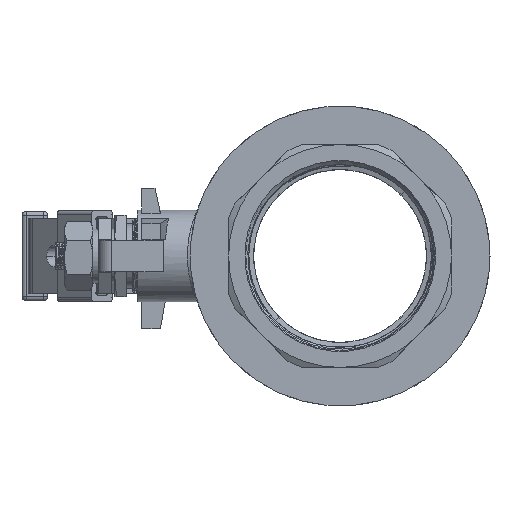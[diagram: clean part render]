
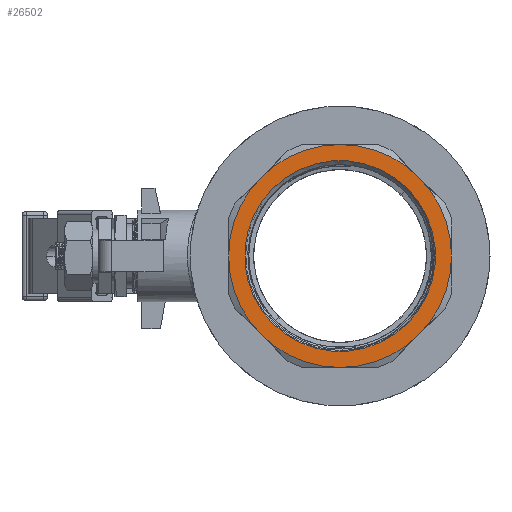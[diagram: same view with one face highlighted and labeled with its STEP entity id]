
A CAD part, left-side view. The second image highlights one B-rep face of the part: STEP entity #26502.
In plain terms, the highlighted face is planar.
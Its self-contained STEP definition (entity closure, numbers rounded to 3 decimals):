
#1132 = CARTESIAN_POINT ( 'NONE',  ( -29.168, 18.724, -29.168 ) ) ;
#3665 = VERTEX_POINT ( 'NONE', #30262 ) ;
#3782 = DIRECTION ( 'NONE',  ( 0., -1., 0. ) ) ;
#4015 = DIRECTION ( 'NONE',  ( 0., 0., -1. ) ) ;
#4151 = CARTESIAN_POINT ( 'NONE',  ( 0., 18.724, 0. ) ) ;
#5537 = DIRECTION ( 'NONE',  ( 0., -1., 0. ) ) ;
#6504 = CARTESIAN_POINT ( 'NONE',  ( 0., 18.724, -35.3 ) ) ;
#8602 = DIRECTION ( 'NONE',  ( 0., -1., 0. ) ) ;
#8898 = CIRCLE ( 'NONE', #57133, 35.3 ) ;
#9671 = ORIENTED_EDGE ( 'NONE', *, *, #55072, .T. ) ;
#9995 = CARTESIAN_POINT ( 'NONE',  ( 29.168, 18.724, 29.168 ) ) ;
#10302 = AXIS2_PLACEMENT_3D ( 'NONE', #46419, #46644, #4015 ) ;
#11544 = VERTEX_POINT ( 'NONE', #59655 ) ;
#12498 = PLANE ( 'NONE',  #10302 ) ;
#12874 = FACE_BOUND ( 'NONE', #20102, .T. ) ;
#16199 = EDGE_CURVE ( 'NONE', #52919, #46712, #67092, .T. ) ;
#16266 = CARTESIAN_POINT ( 'NONE',  ( 0., 18.724, 0. ) ) ;
#16748 = DIRECTION ( 'NONE',  ( 0., -1., 0. ) ) ;
#16973 = DIRECTION ( 'NONE',  ( 0., -1., 0. ) ) ;
#17214 = DIRECTION ( 'NONE',  ( 0., 0., 1. ) ) ;
#17839 = AXIS2_PLACEMENT_3D ( 'NONE', #16266, #16748, #49233 ) ;
#18882 = AXIS2_PLACEMENT_3D ( 'NONE', #49473, #16973, #17214 ) ;
#19023 = VERTEX_POINT ( 'NONE', #9995 ) ;
#19147 = CARTESIAN_POINT ( 'NONE',  ( 0., 18.724, -41.25 ) ) ;
#19367 = EDGE_CURVE ( 'NONE', #57057, #24137, #44937, .T. ) ;
#20102 = EDGE_LOOP ( 'NONE', ( #9671, #62687 ) ) ;
#20523 = CIRCLE ( 'NONE', #22560, 41.25 ) ;
#20937 = DIRECTION ( 'NONE',  ( 0., -1., 0. ) ) ;
#21843 = DIRECTION ( 'NONE',  ( 0., 0., -1. ) ) ;
#22151 = CIRCLE ( 'NONE', #27063, 41.25 ) ;
#22560 = AXIS2_PLACEMENT_3D ( 'NONE', #4151, #25861, #52660 ) ;
#22700 = CIRCLE ( 'NONE', #17839, 41.25 ) ;
#24137 = VERTEX_POINT ( 'NONE', #1132 ) ;
#25379 = AXIS2_PLACEMENT_3D ( 'NONE', #35722, #25642, #36637 ) ;
#25539 = EDGE_LOOP ( 'NONE', ( #53520, #57014, #31423, #53806, #29195, #64910, #29962, #51728 ) ) ;
#25642 = DIRECTION ( 'NONE',  ( 0., -1., 0. ) ) ;
#25861 = DIRECTION ( 'NONE',  ( 0., -1., 0. ) ) ;
#26502 = ADVANCED_FACE ( 'NONE', ( #12874, #57576 ), #12498, .F. ) ;
#26553 = EDGE_CURVE ( 'NONE', #48242, #52919, #22151, .T. ) ;
#26811 = CIRCLE ( 'NONE', #64462, 41.25 ) ;
#27063 = AXIS2_PLACEMENT_3D ( 'NONE', #57715, #3782, #29952 ) ;
#27195 = VERTEX_POINT ( 'NONE', #37345 ) ;
#27275 = DIRECTION ( 'NONE',  ( 0., -1., 0. ) ) ;
#29195 = ORIENTED_EDGE ( 'NONE', *, *, #31901, .F. ) ;
#29952 = DIRECTION ( 'NONE',  ( 0., 0., -1. ) ) ;
#29962 = ORIENTED_EDGE ( 'NONE', *, *, #26553, .F. ) ;
#30262 = CARTESIAN_POINT ( 'NONE',  ( -29.168, 18.724, 29.168 ) ) ;
#31064 = CARTESIAN_POINT ( 'NONE',  ( 0., 18.724, 0. ) ) ;
#31423 = ORIENTED_EDGE ( 'NONE', *, *, #61447, .F. ) ;
#31901 = EDGE_CURVE ( 'NONE', #46712, #19023, #52765, .T. ) ;
#33122 = AXIS2_PLACEMENT_3D ( 'NONE', #37801, #5537, #64727 ) ;
#35722 = CARTESIAN_POINT ( 'NONE',  ( 0., 18.724, 0. ) ) ;
#36044 = AXIS2_PLACEMENT_3D ( 'NONE', #31064, #20937, #42554 ) ;
#36379 = CIRCLE ( 'NONE', #25379, 41.25 ) ;
#36637 = DIRECTION ( 'NONE',  ( 0., 0., -1. ) ) ;
#36888 = CARTESIAN_POINT ( 'NONE',  ( 0., 18.724, 0. ) ) ;
#37345 = CARTESIAN_POINT ( 'NONE',  ( 0., 18.724, 35.3 ) ) ;
#37801 = CARTESIAN_POINT ( 'NONE',  ( 0., 18.724, 0. ) ) ;
#40643 = CARTESIAN_POINT ( 'NONE',  ( 0., 18.724, 0. ) ) ;
#42321 = EDGE_CURVE ( 'NONE', #19023, #11544, #22700, .T. ) ;
#42554 = DIRECTION ( 'NONE',  ( 0., 0., -1. ) ) ;
#44937 = CIRCLE ( 'NONE', #36044, 41.25 ) ;
#45907 = VERTEX_POINT ( 'NONE', #6504 ) ;
#46419 = CARTESIAN_POINT ( 'NONE',  ( 41.25, 18.724, 0. ) ) ;
#46644 = DIRECTION ( 'NONE',  ( 0., -1., 0. ) ) ;
#46712 = VERTEX_POINT ( 'NONE', #52905 ) ;
#48242 = VERTEX_POINT ( 'NONE', #19147 ) ;
#49233 = DIRECTION ( 'NONE',  ( 0., 0., -1. ) ) ;
#49473 = CARTESIAN_POINT ( 'NONE',  ( 0., 18.724, 0. ) ) ;
#49903 = CARTESIAN_POINT ( 'NONE',  ( 29.168, 18.724, -29.168 ) ) ;
#50789 = DIRECTION ( 'NONE',  ( 0., 0., 1. ) ) ;
#51728 = ORIENTED_EDGE ( 'NONE', *, *, #59862, .F. ) ;
#52660 = DIRECTION ( 'NONE',  ( 0., 0., -1. ) ) ;
#52666 = EDGE_CURVE ( 'NONE', #45907, #27195, #8898, .T. ) ;
#52765 = CIRCLE ( 'NONE', #55086, 41.25 ) ;
#52905 = CARTESIAN_POINT ( 'NONE',  ( 41.25, 18.724, 0. ) ) ;
#52919 = VERTEX_POINT ( 'NONE', #49903 ) ;
#53520 = ORIENTED_EDGE ( 'NONE', *, *, #19367, .F. ) ;
#53806 = ORIENTED_EDGE ( 'NONE', *, *, #42321, .F. ) ;
#54325 = CARTESIAN_POINT ( 'NONE',  ( 0., 18.724, 0. ) ) ;
#55072 = EDGE_CURVE ( 'NONE', #27195, #45907, #59153, .T. ) ;
#55086 = AXIS2_PLACEMENT_3D ( 'NONE', #54325, #27275, #21843 ) ;
#56545 = CARTESIAN_POINT ( 'NONE',  ( -41.25, 18.724, 0. ) ) ;
#57014 = ORIENTED_EDGE ( 'NONE', *, *, #58131, .F. ) ;
#57057 = VERTEX_POINT ( 'NONE', #56545 ) ;
#57133 = AXIS2_PLACEMENT_3D ( 'NONE', #40643, #8602, #50789 ) ;
#57576 = FACE_OUTER_BOUND ( 'NONE', #25539, .T. ) ;
#57715 = CARTESIAN_POINT ( 'NONE',  ( 0., 18.724, 0. ) ) ;
#58131 = EDGE_CURVE ( 'NONE', #3665, #57057, #26811, .T. ) ;
#59153 = CIRCLE ( 'NONE', #18882, 35.3 ) ;
#59655 = CARTESIAN_POINT ( 'NONE',  ( 0., 18.724, 41.25 ) ) ;
#59862 = EDGE_CURVE ( 'NONE', #24137, #48242, #20523, .T. ) ;
#61447 = EDGE_CURVE ( 'NONE', #11544, #3665, #36379, .T. ) ;
#62687 = ORIENTED_EDGE ( 'NONE', *, *, #52666, .T. ) ;
#63794 = DIRECTION ( 'NONE',  ( 0., 0., -1. ) ) ;
#64462 = AXIS2_PLACEMENT_3D ( 'NONE', #36888, #69475, #63794 ) ;
#64727 = DIRECTION ( 'NONE',  ( 0., 0., -1. ) ) ;
#64910 = ORIENTED_EDGE ( 'NONE', *, *, #16199, .F. ) ;
#67092 = CIRCLE ( 'NONE', #33122, 41.25 ) ;
#69475 = DIRECTION ( 'NONE',  ( 0., -1., 0. ) ) ;
